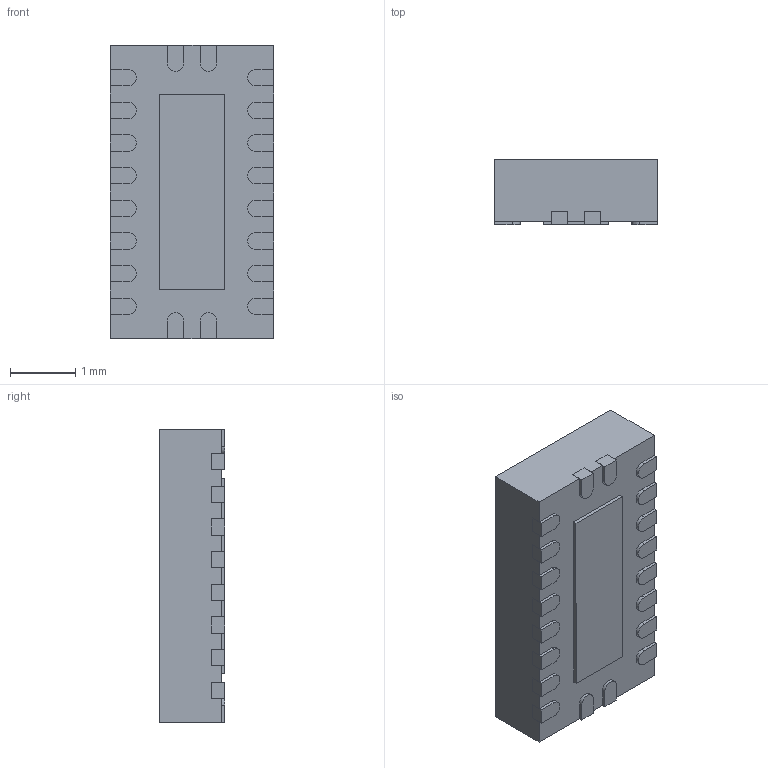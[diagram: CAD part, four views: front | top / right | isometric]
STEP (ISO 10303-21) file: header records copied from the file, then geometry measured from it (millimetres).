
FILE_DESCRIPTION (( 'STEP AP214' ), '1' );
FILE_NAME ('SOT764-1.STEP', '2020-09-17T09:48:15', ( '' ), ( '' ), 'SwSTEP 2.0', 'SolidWorks 2017', '' );
FILE_SCHEMA (( 'AUTOMOTIVE_DESIGN' ));
Length unit declared in the file: millimetre
Products named in the file (1): SOT764-1
Bounding box: 2.5 x 1 x 4.5 mm (x, y, z)
Volume: 10.9 mm3; surface area: 55.5 mm2
Topology: 23 solids, 23 shells, 240 faces, 576 edges, 384 vertices
Faces by surface type: plane 180, cylinder 60
Entity records: 7172 total; most frequent: CARTESIAN_POINT 1201, DIRECTION 1178, ORIENTED_EDGE 1152, EDGE_CURVE 576, VECTOR 456, LINE 456, VERTEX_POINT 384, AXIS2_PLACEMENT_3D 361
